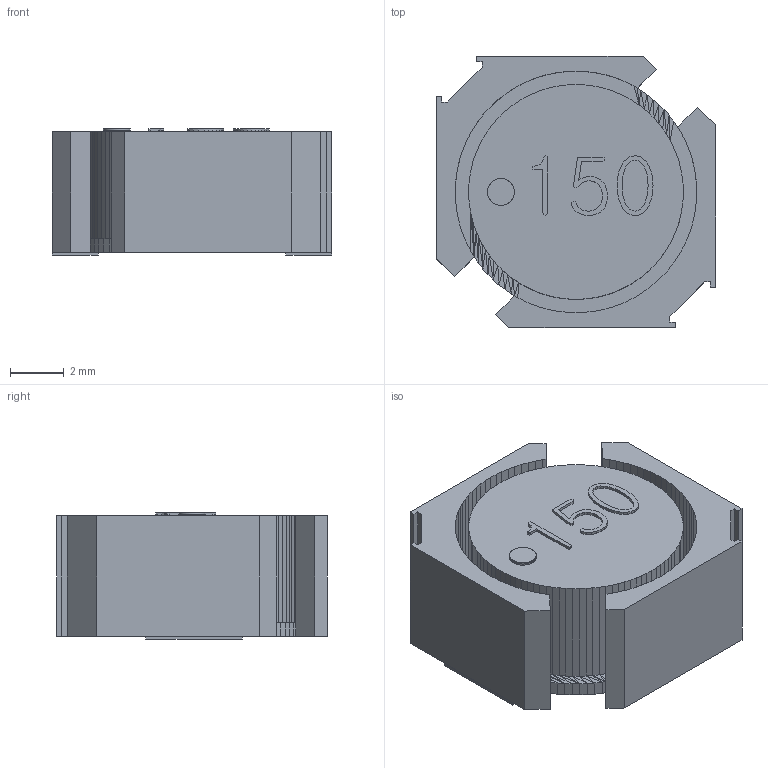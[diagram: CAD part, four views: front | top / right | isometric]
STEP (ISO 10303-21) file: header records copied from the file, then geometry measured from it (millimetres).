
FILE_DESCRIPTION (( 'STEP AP214' ), '1' );
FILE_NAME ('User Library-SMD Inductor TDK VLF10045T.STEP', '2020-10-08T09:57:57', ( '' ), ( '' ), 'SwSTEP 2.0', 'SolidWorks 2020', '' );
FILE_SCHEMA (( 'AUTOMOTIVE_DESIGN' ));
Length unit declared in the file: millimetre
Products named in the file (1): User Library-SMD Inductor TDK VLF10045T
Bounding box: 10.4 x 10.1 x 4.7 mm (x, y, z)
Volume: 354.7 mm3; surface area: 571.8 mm2
Topology: 5 solids, 5 shells, 525 faces, 1458 edges, 944 vertices
Faces by surface type: plane 525
Entity records: 17593 total; most frequent: CARTESIAN_POINT 2928, ORIENTED_EDGE 2916, DIRECTION 2510, EDGE_CURVE 1458, LINE 1458, VECTOR 1458, VERTEX_POINT 944, EDGE_LOOP 528
